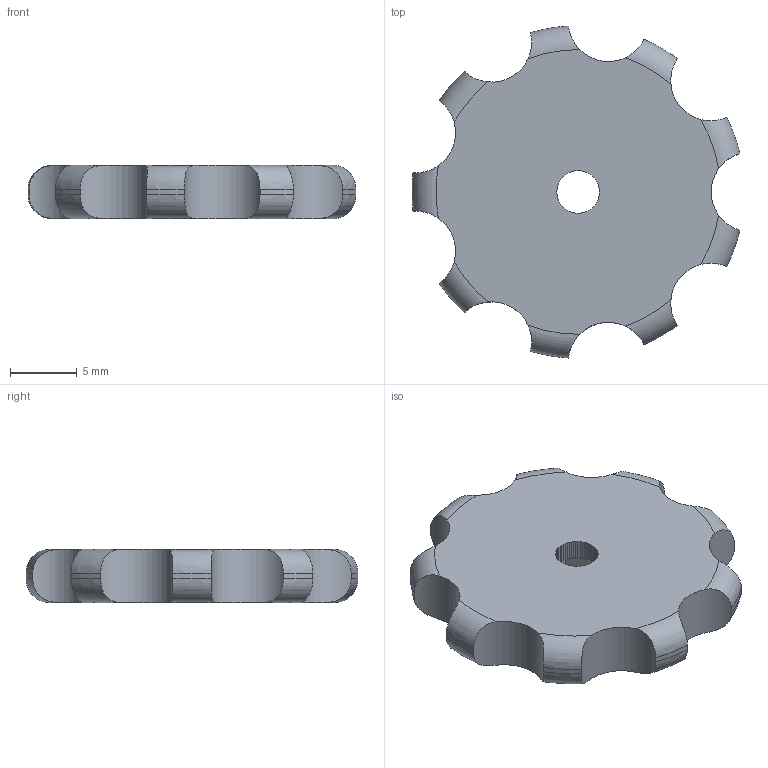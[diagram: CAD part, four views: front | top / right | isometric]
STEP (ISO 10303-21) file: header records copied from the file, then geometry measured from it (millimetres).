
FILE_DESCRIPTION(('FreeCAD Model'),'2;1');
FILE_NAME('Open CASCADE Shape Model','2022-01-08T21:50:24',('Author'),( ''),'Open CASCADE STEP processor 7.5','FreeCAD','Unknown');
FILE_SCHEMA(('AUTOMOTIVE_DESIGN { 1 0 10303 214 1 1 1 1 }'));
Length unit declared in the file: millimetre
Products named in the file (1): thumbwheel
Bounding box: 24.65 x 24.96 x 4 mm (x, y, z)
Volume: 1462.1 mm3; surface area: 1160.3 mm2
Topology: 1 solids, 1 shells, 105 faces, 306 edges, 204 vertices
Faces by surface type: plane 69, cylinder 18, torus 18
Entity records: 10854 total; most frequent: CARTESIAN_POINT 5392, DIRECTION 800, ORIENTED_EDGE 612, PCURVE 612, DEFINITIONAL_REPRESENTATION 612, LINE 444, VECTOR 444, B_SPLINE_CURVE_WITH_KNOTS 384
